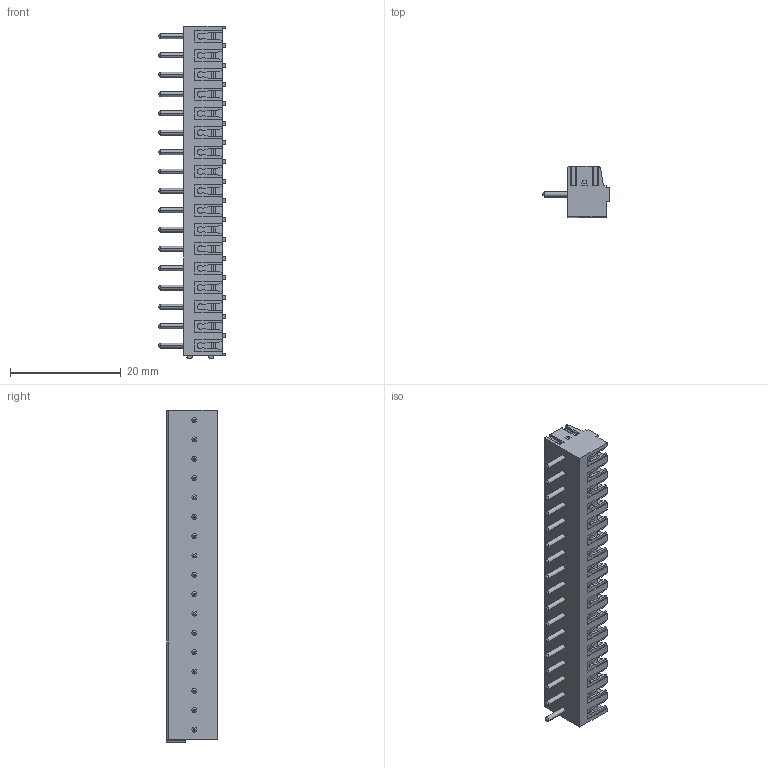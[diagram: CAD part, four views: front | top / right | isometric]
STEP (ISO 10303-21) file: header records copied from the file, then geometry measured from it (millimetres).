
FILE_DESCRIPTION((''),'2;1');
FILE_NAME('TL012R','2024-09-25T',('yanfa'),(''),'PRO/ENGINEER BY PARAMETRIC TECHNOLOGY CORPORATION, 2009280','PRO/ENGINEER BY PARAMETRIC TECHNOLOGY CORPORATION, 2009280','');
FILE_SCHEMA(('AUTOMOTIVE_DESIGN_CC2 { 1 2 10303 214 -1 1 5 2 }'));
Length unit declared in the file: millimetre
Products named in the file (1): TL012R
Bounding box: 12.05 x 9.15 x 60.08 mm (x, y, z)
Volume: 2861.8 mm3; surface area: 5862.8 mm2
Topology: 1 solids, 1 shells, 1530 faces, 4105 edges, 2646 vertices
Faces by surface type: plane 1057, cylinder 303, cone 102, torus 34, extrusion 34
Entity records: 47683 total; most frequent: CARTESIAN_POINT 8959, ORIENTED_EDGE 8210, DIRECTION 7805, EDGE_CURVE 4105, VECTOR 3261, LINE 3227, VERTEX_POINT 2646, AXIS2_PLACEMENT_3D 2272
